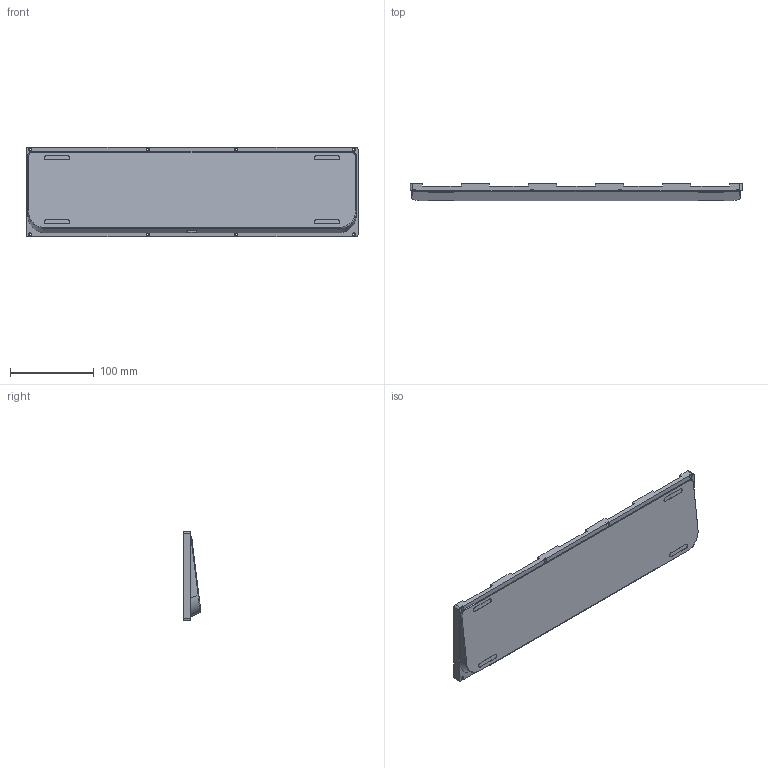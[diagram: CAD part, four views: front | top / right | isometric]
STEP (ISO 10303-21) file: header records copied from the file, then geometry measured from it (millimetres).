
FILE_DESCRIPTION(/* description */ (''),/* implementation_level */ '2;1');
FILE_NAME(/* name */ '',/* time_stamp */ '2024-03-09T02:22:42+09:00',/* author */ (''),/* organization */ (''),/* preprocessor_version */ 'ST-DEVELOPER v20',/* originating_system */ 'Autodesk Translation Framework v12.20.1.177',/* authorisation */ '');
FILE_SCHEMA (('AUTOMOTIVE_DESIGN { 1 0 10303 214 3 1 1 }'));
Length unit declared in the file: millimetre
Products named in the file (1): 마지막 cnc gear80 하우징
Bounding box: 396.52 x 21.02 x 107.25 mm (x, y, z)
Volume: 314452.2 mm3; surface area: 104894.2 mm2
Topology: 1 solids, 2 shells, 301 faces, 844 edges, 557 vertices
Faces by surface type: plane 152, cylinder 128, bspline 21
Full cylindrical faces by diameter (mm): 1.623 x12, 2.074 x8, 2.5 x8, 3.7 x8
Entity records: 13978 total; most frequent: CARTESIAN_POINT 6338, ORIENTED_EDGE 1688, DIRECTION 1413, EDGE_CURVE 844, VERTEX_POINT 557, LINE 517, VECTOR 517, AXIS2_PLACEMENT_3D 448
